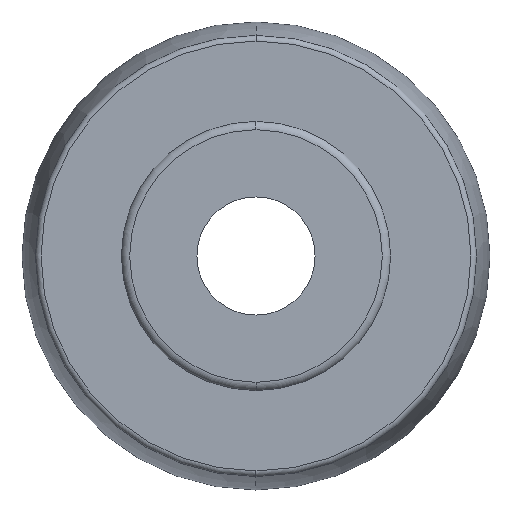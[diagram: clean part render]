
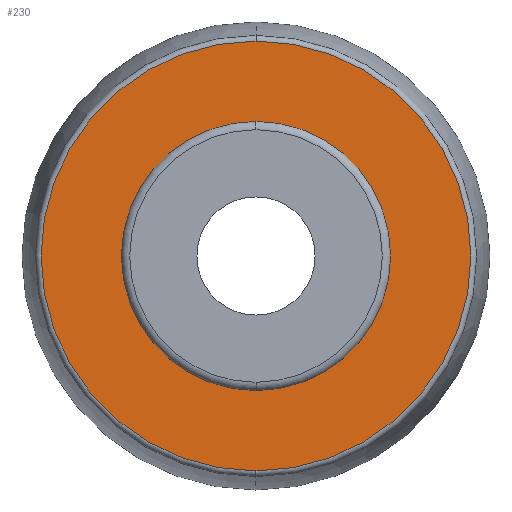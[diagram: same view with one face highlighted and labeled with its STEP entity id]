
A CAD part, left-side view. The second image highlights one B-rep face of the part: STEP entity #230.
In plain terms, the highlighted planar face has unit normal (-1, 0, 0).
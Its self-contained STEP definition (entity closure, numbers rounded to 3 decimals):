
#20 = ORIENTED_EDGE ( 'NONE', *, *, #382, .T. ) ;
#80 = CIRCLE ( 'NONE', #657, 23. ) ;
#83 = VERTEX_POINT ( 'NONE', #287 ) ;
#113 = VERTEX_POINT ( 'NONE', #757 ) ;
#126 = EDGE_CURVE ( 'NONE', #706, #113, #778, .T. ) ;
#134 = DIRECTION ( 'NONE',  ( 0., 0., 1. ) ) ;
#161 = FACE_OUTER_BOUND ( 'NONE', #468, .T. ) ;
#183 = DIRECTION ( 'NONE',  ( 0., 0., 1. ) ) ;
#198 = DIRECTION ( 'NONE',  ( 0., 0., 1. ) ) ;
#210 = DIRECTION ( 'NONE',  ( -1., 0., 0. ) ) ;
#223 = ORIENTED_EDGE ( 'NONE', *, *, #126, .F. ) ;
#230 = ADVANCED_FACE ( 'NONE', ( #161, #671 ), #423, .T. ) ;
#239 = CIRCLE ( 'NONE', #404, 36.735 ) ;
#242 = DIRECTION ( 'NONE',  ( -1., 0., 0. ) ) ;
#259 = DIRECTION ( 'NONE',  ( -1., 0., 0. ) ) ;
#287 = CARTESIAN_POINT ( 'NONE',  ( -16.5, 0., -36.735 ) ) ;
#310 = EDGE_CURVE ( 'NONE', #327, #83, #790, .T. ) ;
#314 = ORIENTED_EDGE ( 'NONE', *, *, #310, .T. ) ;
#327 = VERTEX_POINT ( 'NONE', #801 ) ;
#370 = EDGE_LOOP ( 'NONE', ( #445, #223 ) ) ;
#381 = CARTESIAN_POINT ( 'NONE',  ( -16.5, 0., 0. ) ) ;
#382 = EDGE_CURVE ( 'NONE', #83, #327, #239, .T. ) ;
#388 = AXIS2_PLACEMENT_3D ( 'NONE', #675, #783, #549 ) ;
#404 = AXIS2_PLACEMENT_3D ( 'NONE', #381, #763, #134 ) ;
#423 = PLANE ( 'NONE',  #388 ) ;
#435 = CARTESIAN_POINT ( 'NONE',  ( -16.5, 0., 23. ) ) ;
#437 = AXIS2_PLACEMENT_3D ( 'NONE', #495, #242, #687 ) ;
#445 = ORIENTED_EDGE ( 'NONE', *, *, #541, .F. ) ;
#468 = EDGE_LOOP ( 'NONE', ( #314, #20 ) ) ;
#481 = AXIS2_PLACEMENT_3D ( 'NONE', #562, #259, #183 ) ;
#495 = CARTESIAN_POINT ( 'NONE',  ( -16.5, 0., 0. ) ) ;
#541 = EDGE_CURVE ( 'NONE', #113, #706, #80, .T. ) ;
#549 = DIRECTION ( 'NONE',  ( 0., 0., 1. ) ) ;
#562 = CARTESIAN_POINT ( 'NONE',  ( -16.5, 0., 0. ) ) ;
#657 = AXIS2_PLACEMENT_3D ( 'NONE', #767, #210, #198 ) ;
#671 = FACE_BOUND ( 'NONE', #370, .T. ) ;
#675 = CARTESIAN_POINT ( 'NONE',  ( -16.5, 37.5, 0. ) ) ;
#687 = DIRECTION ( 'NONE',  ( 0., 0., 1. ) ) ;
#706 = VERTEX_POINT ( 'NONE', #435 ) ;
#757 = CARTESIAN_POINT ( 'NONE',  ( -16.5, 0., -23. ) ) ;
#763 = DIRECTION ( 'NONE',  ( -1., 0., 0. ) ) ;
#767 = CARTESIAN_POINT ( 'NONE',  ( -16.5, 0., 0. ) ) ;
#778 = CIRCLE ( 'NONE', #481, 23. ) ;
#783 = DIRECTION ( 'NONE',  ( -1., 0., 0. ) ) ;
#790 = CIRCLE ( 'NONE', #437, 36.735 ) ;
#801 = CARTESIAN_POINT ( 'NONE',  ( -16.5, 0., 36.735 ) ) ;
